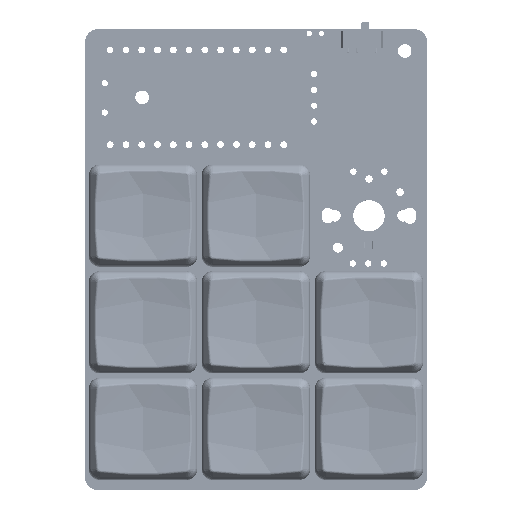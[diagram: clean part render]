
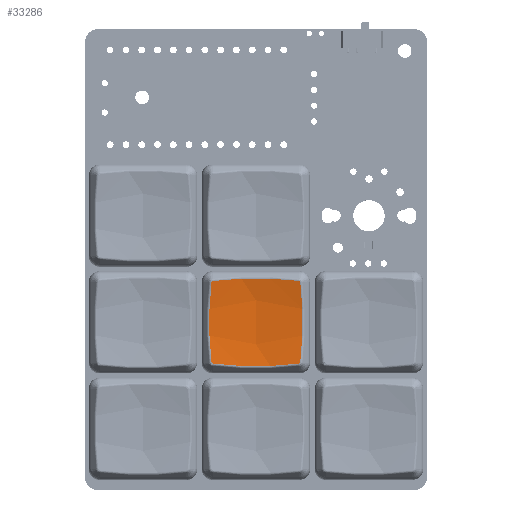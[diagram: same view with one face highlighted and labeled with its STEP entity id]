
A CAD part, top view. The second image highlights one B-rep face of the part: STEP entity #33286.
In plain terms, the highlighted spherical face has radius 41.615 mm.
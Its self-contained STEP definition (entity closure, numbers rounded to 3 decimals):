
#32824 = VERTEX_POINT('',#32825);
#32825 = CARTESIAN_POINT('',(-7.139,-6.413,
    3.996));
#32832 = EDGE_CURVE('',#32824,#32833,#32835,.T.);
#32833 = VERTEX_POINT('',#32834);
#32834 = CARTESIAN_POINT('',(-7.139,6.413,
    3.996));
#32835 = CIRCLE('',#32836,36.192);
#32836 = AXIS2_PLACEMENT_3D('',#32837,#32838,#32839);
#32837 = CARTESIAN_POINT('',(15.756,0.,
    31.282));
#32838 = DIRECTION('',(0.766,0.,-0.643
    ));
#32839 = DIRECTION('',(-0.643,0.,
    -0.766));
#32865 = EDGE_CURVE('',#32833,#32866,#32868,.T.);
#32866 = VERTEX_POINT('',#32867);
#32867 = CARTESIAN_POINT('',(-6.908,6.646,
    3.994));
#32868 = B_SPLINE_CURVE_WITH_KNOTS('',3,(#32869,#32870,#32871,#32872,
    #32873),.UNSPECIFIED.,.F.,.F.,(4,1,4),(0.,0.02,
    0.036),.UNSPECIFIED.);
#32869 = CARTESIAN_POINT('',(-7.139,6.413,
    3.996));
#32870 = CARTESIAN_POINT('',(-7.132,6.48,
    4.005));
#32871 = CARTESIAN_POINT('',(-7.071,6.592,
    4.013));
#32872 = CARTESIAN_POINT('',(-6.958,6.64,
    4.001));
#32873 = CARTESIAN_POINT('',(-6.908,6.646,
    3.994));
#32923 = VERTEX_POINT('',#32924);
#32924 = CARTESIAN_POINT('',(6.909,6.651,3.987
    ));
#32941 = EDGE_CURVE('',#32866,#32923,#32942,.T.);
#32942 = CIRCLE('',#32943,35.965);
#32943 = AXIS2_PLACEMENT_3D('',#32944,#32945,#32946);
#32944 = CARTESIAN_POINT('',(0.021,-16.038,
    31.028));
#32945 = DIRECTION('',(0.,-0.766,
    -0.643));
#32946 = DIRECTION('',(-0.001,0.643,-0.766
    ));
#32956 = EDGE_CURVE('',#32923,#32957,#32959,.T.);
#32957 = VERTEX_POINT('',#32958);
#32958 = CARTESIAN_POINT('',(7.145,6.413,
    3.99));
#32959 = B_SPLINE_CURVE_WITH_KNOTS('',3,(#32960,#32961,#32962,#32963,
    #32964),.UNSPECIFIED.,.F.,.F.,(4,1,4),(0.,
    0.021,0.037),.UNSPECIFIED.);
#32960 = CARTESIAN_POINT('',(6.909,6.651,3.987
    ));
#32961 = CARTESIAN_POINT('',(6.977,6.643,
    3.998));
#32962 = CARTESIAN_POINT('',(7.09,6.581,
    4.007));
#32963 = CARTESIAN_POINT('',(7.139,6.464,
    3.997));
#32964 = CARTESIAN_POINT('',(7.145,6.413,
    3.99));
#33014 = VERTEX_POINT('',#33015);
#33015 = CARTESIAN_POINT('',(7.145,-6.413,
    3.99));
#33032 = EDGE_CURVE('',#32957,#33014,#33033,.T.);
#33033 = CIRCLE('',#33034,36.174);
#33034 = AXIS2_PLACEMENT_3D('',#33035,#33036,#33037);
#33035 = CARTESIAN_POINT('',(-15.739,0.,
    31.262));
#33036 = DIRECTION('',(-0.766,0.,
    -0.643));
#33037 = DIRECTION('',(0.643,0.,
    -0.766));
#33047 = EDGE_CURVE('',#33014,#33048,#33050,.T.);
#33048 = VERTEX_POINT('',#33049);
#33049 = CARTESIAN_POINT('',(6.909,-6.651,
    3.987));
#33050 = B_SPLINE_CURVE_WITH_KNOTS('',3,(#33051,#33052,#33053,#33054,
    #33055),.UNSPECIFIED.,.F.,.F.,(4,1,4),(0.,0.016,
    0.037),.UNSPECIFIED.);
#33051 = CARTESIAN_POINT('',(7.145,-6.413,
    3.99));
#33052 = CARTESIAN_POINT('',(7.139,-6.464,
    3.997));
#33053 = CARTESIAN_POINT('',(7.09,-6.581,
    4.007));
#33054 = CARTESIAN_POINT('',(6.977,-6.643,
    3.998));
#33055 = CARTESIAN_POINT('',(6.909,-6.651,
    3.987));
#33105 = VERTEX_POINT('',#33106);
#33106 = CARTESIAN_POINT('',(-6.908,-6.646,
    3.994));
#33123 = EDGE_CURVE('',#33048,#33105,#33124,.T.);
#33124 = CIRCLE('',#33125,35.965);
#33125 = AXIS2_PLACEMENT_3D('',#33126,#33127,#33128);
#33126 = CARTESIAN_POINT('',(0.021,16.038,
    31.028));
#33127 = DIRECTION('',(0.,0.766,-0.643
    ));
#33128 = DIRECTION('',(-0.001,-0.643,-0.766
    ));
#33138 = EDGE_CURVE('',#33105,#32824,#33139,.T.);
#33139 = B_SPLINE_CURVE_WITH_KNOTS('',3,(#33140,#33141,#33142,#33143,
    #33144),.UNSPECIFIED.,.F.,.F.,(4,1,4),(0.,
    0.015,0.036),.UNSPECIFIED.);
#33140 = CARTESIAN_POINT('',(-6.908,-6.646,
    3.994));
#33141 = CARTESIAN_POINT('',(-6.958,-6.64,
    4.001));
#33142 = CARTESIAN_POINT('',(-7.071,-6.592,
    4.013));
#33143 = CARTESIAN_POINT('',(-7.132,-6.48,
    4.005));
#33144 = CARTESIAN_POINT('',(-7.139,-6.413,
    3.996));
#33286 = ADVANCED_FACE('',(#33287),#33297,.F.);
#33287 = FACE_BOUND('',#33288,.F.);
#33288 = EDGE_LOOP('',(#33289,#33290,#33291,#33292,#33293,#33294,#33295,
    #33296));
#33289 = ORIENTED_EDGE('',*,*,#32865,.T.);
#33290 = ORIENTED_EDGE('',*,*,#32941,.T.);
#33291 = ORIENTED_EDGE('',*,*,#32956,.T.);
#33292 = ORIENTED_EDGE('',*,*,#33032,.T.);
#33293 = ORIENTED_EDGE('',*,*,#33047,.T.);
#33294 = ORIENTED_EDGE('',*,*,#33123,.T.);
#33295 = ORIENTED_EDGE('',*,*,#33138,.T.);
#33296 = ORIENTED_EDGE('',*,*,#32832,.T.);
#33297 = SPHERICAL_SURFACE('',#33298,41.615);
#33298 = AXIS2_PLACEMENT_3D('',#33299,#33300,#33301);
#33299 = CARTESIAN_POINT('',(0.021,0.,44.486));
#33300 = DIRECTION('',(1.,0.,0.));
#33301 = DIRECTION('',(0.,-1.,0.));
